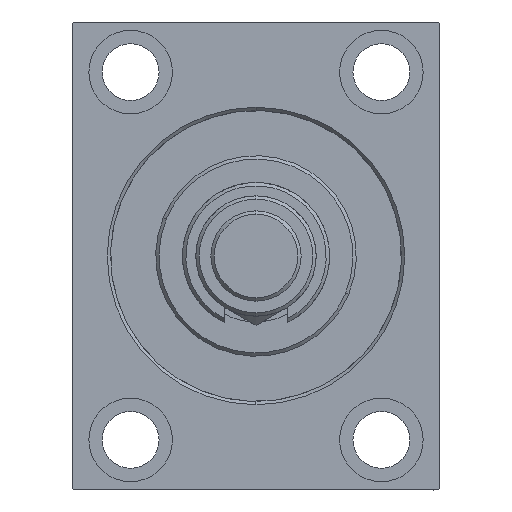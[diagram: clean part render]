
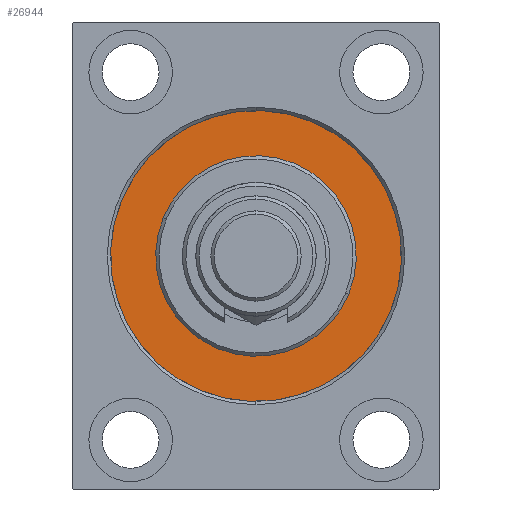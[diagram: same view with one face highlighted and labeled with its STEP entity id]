
A CAD part, left-side view. The second image highlights one B-rep face of the part: STEP entity #26944.
In plain terms, the highlighted face is planar.
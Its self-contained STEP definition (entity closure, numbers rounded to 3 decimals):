
#2068 = DIRECTION ( 'NONE',  ( -1., 0., 0. ) ) ;
#2772 = VERTEX_POINT ( 'NONE', #37827 ) ;
#3536 = VERTEX_POINT ( 'NONE', #17651 ) ;
#7518 = EDGE_CURVE ( 'NONE', #2772, #25280, #28985, .T. ) ;
#7546 = DIRECTION ( 'NONE',  ( 1., 0., 0. ) ) ;
#8139 = EDGE_CURVE ( 'NONE', #26027, #3536, #38881, .T. ) ;
#8767 = DIRECTION ( 'NONE',  ( 0., 0., 1. ) ) ;
#8894 = CARTESIAN_POINT ( 'NONE',  ( 0., 0., 0. ) ) ;
#11296 = DIRECTION ( 'NONE',  ( 0., 0., 1. ) ) ;
#12706 = CARTESIAN_POINT ( 'NONE',  ( 0., 0., -30. ) ) ;
#13723 = CARTESIAN_POINT ( 'NONE',  ( 0., 0., 0. ) ) ;
#14611 = AXIS2_PLACEMENT_3D ( 'NONE', #30337, #37006, #8767 ) ;
#15552 = FACE_OUTER_BOUND ( 'NONE', #27199, .T. ) ;
#16164 = AXIS2_PLACEMENT_3D ( 'NONE', #8894, #20025, #41842 ) ;
#17651 = CARTESIAN_POINT ( 'NONE',  ( 0., 0., 30. ) ) ;
#17922 = ORIENTED_EDGE ( 'NONE', *, *, #18509, .F. ) ;
#17979 = DIRECTION ( 'NONE',  ( 0., 0., -1. ) ) ;
#18509 = EDGE_CURVE ( 'NONE', #25280, #2772, #42830, .T. ) ;
#20025 = DIRECTION ( 'NONE',  ( 1., 0., 0. ) ) ;
#21240 = DIRECTION ( 'NONE',  ( 0., 0., 1. ) ) ;
#22194 = FACE_BOUND ( 'NONE', #27063, .T. ) ;
#24799 = ORIENTED_EDGE ( 'NONE', *, *, #8139, .F. ) ;
#25280 = VERTEX_POINT ( 'NONE', #31413 ) ;
#26027 = VERTEX_POINT ( 'NONE', #12706 ) ;
#26219 = CARTESIAN_POINT ( 'NONE',  ( 0., 0., 0. ) ) ;
#26944 = ADVANCED_FACE ( 'NONE', ( #22194, #15552 ), #44241, .F. ) ;
#27063 = EDGE_LOOP ( 'NONE', ( #41939, #24799 ) ) ;
#27199 = EDGE_LOOP ( 'NONE', ( #17922, #27438 ) ) ;
#27438 = ORIENTED_EDGE ( 'NONE', *, *, #7518, .F. ) ;
#28711 = AXIS2_PLACEMENT_3D ( 'NONE', #26219, #43779, #11296 ) ;
#28985 = CIRCLE ( 'NONE', #14611, 43.5 ) ;
#30337 = CARTESIAN_POINT ( 'NONE',  ( 0., 0., 0. ) ) ;
#31219 = CARTESIAN_POINT ( 'NONE',  ( 0., 0., 0. ) ) ;
#31413 = CARTESIAN_POINT ( 'NONE',  ( 0., 0., -43.5 ) ) ;
#33894 = EDGE_CURVE ( 'NONE', #3536, #26027, #44236, .T. ) ;
#37006 = DIRECTION ( 'NONE',  ( -1., 0., 0. ) ) ;
#37827 = CARTESIAN_POINT ( 'NONE',  ( 0., 0., 43.5 ) ) ;
#38881 = CIRCLE ( 'NONE', #16164, 30. ) ;
#41215 = AXIS2_PLACEMENT_3D ( 'NONE', #13723, #7546, #17979 ) ;
#41842 = DIRECTION ( 'NONE',  ( 0., 0., -1. ) ) ;
#41939 = ORIENTED_EDGE ( 'NONE', *, *, #33894, .F. ) ;
#42060 = AXIS2_PLACEMENT_3D ( 'NONE', #31219, #2068, #21240 ) ;
#42830 = CIRCLE ( 'NONE', #42060, 43.5 ) ;
#43779 = DIRECTION ( 'NONE',  ( -1., 0., 0. ) ) ;
#44236 = CIRCLE ( 'NONE', #41215, 30. ) ;
#44241 = PLANE ( 'NONE',  #28711 ) ;
